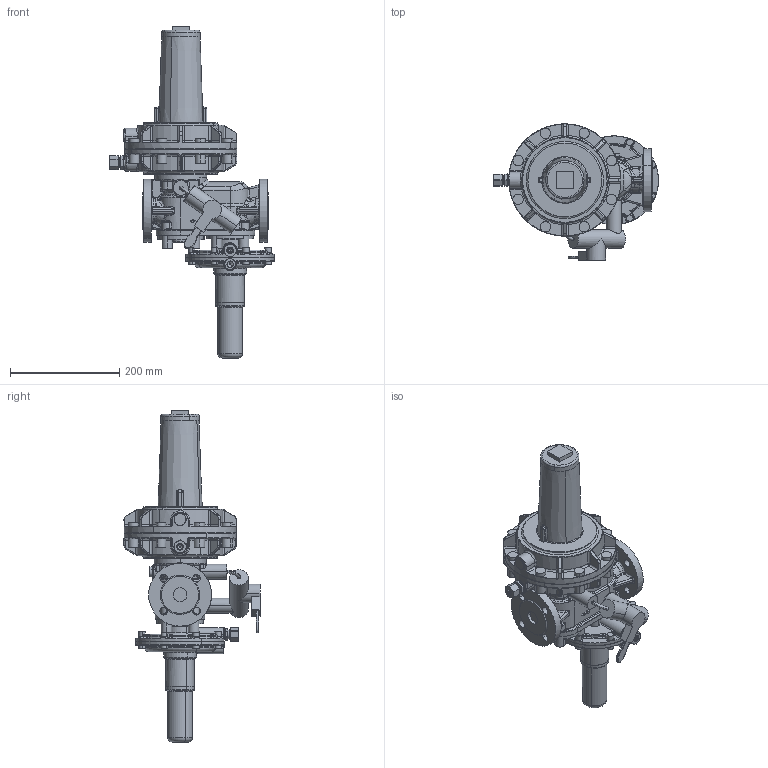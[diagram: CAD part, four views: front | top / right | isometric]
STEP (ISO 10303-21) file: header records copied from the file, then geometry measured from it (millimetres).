
FILE_DESCRIPTION(('CATIA V5 STEP'),'2;1');
FILE_NAME('RS 250 DN 025-205-links.stp','2014-02-26T14:32:46+00:00',('none'),('none'),'CATIA Version 5 Release 19 SP 9 (IN-10)','CATIA V5 STEP AP203 Edition 2','none');
FILE_SCHEMA(('AP203_CONFIGURATION_CONTROLLED_3D_DESIGN_OF_MECHANICAL_PARTS_AND_ASSEMBLIES_MIM_LF { 1 0 10303 403 2 1 2}'));
Products named in the file (1): 870800_AllCATPart
Bounding box: 301.3 x 248.5 x 606.56 mm (x, y, z)
Volume: 5772088.3 mm3; surface area: 433079.7 mm2
Topology: 1 solids, 23 shells, 2319 faces, 5671 edges, 3266 vertices
Faces by surface type: cylinder 740, bspline 484, torus 477, plane 369, cone 106, sphere 95, revolution 48
Entity records: 99779 total; most frequent: CARTESIAN_POINT 53849, ORIENTED_EDGE 11002, DIRECTION 6455, EDGE_CURVE 5501, AXIS2_PLACEMENT_3D 3727, VERTEX_POINT 3266, EDGE_LOOP 2387, ADVANCED_FACE 2319
